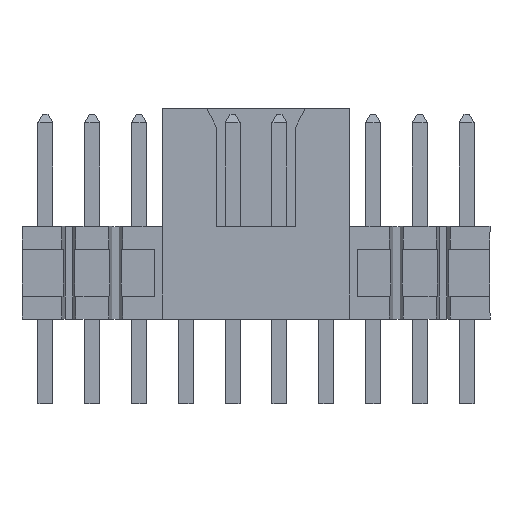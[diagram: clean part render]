
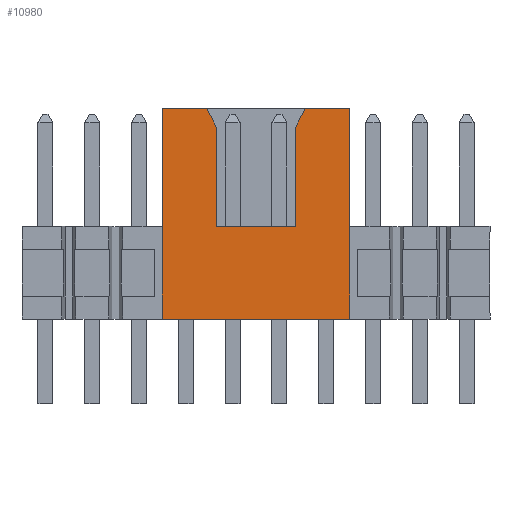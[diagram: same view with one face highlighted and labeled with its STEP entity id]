
A CAD part, top view. The second image highlights one B-rep face of the part: STEP entity #10980.
In plain terms, the highlighted planar face has unit normal (0, 0, 1).
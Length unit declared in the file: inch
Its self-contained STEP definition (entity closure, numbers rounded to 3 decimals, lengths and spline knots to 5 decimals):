
#134 = EDGE_CURVE ( 'NONE', #5163, #4450, #6485, .T. ) ;
#135 = EDGE_CURVE ( 'NONE', #5028, #5376, #6477, .T. ) ;
#136 = EDGE_CURVE ( 'NONE', #5377, #5104, #6487, .T. ) ;
#137 = EDGE_CURVE ( 'NONE', #5377, #5378, #6489, .T. ) ;
#138 = EDGE_CURVE ( 'NONE', #5385, #5378, #6493, .T. ) ;
#139 = EDGE_CURVE ( 'NONE', #5099, #5385, #6491, .T. ) ;
#140 = EDGE_CURVE ( 'NONE', #5376, #5056, #6495, .T. ) ;
#246 = EDGE_CURVE ( 'NONE', #5028, #5163, #8715, .T. ) ;
#1137 = FACE_OUTER_BOUND ( 'NONE', #5186, .T. ) ;
#2005 = CARTESIAN_POINT ( 'NONE',  ( 0.0425, 0.205, 0.1 ) ) ;
#2036 = CARTESIAN_POINT ( 'NONE',  ( 0.0525, 0.225, 0.1 ) ) ;
#2040 = CARTESIAN_POINT ( 'NONE',  ( 0.1, 0.225, 0.1 ) ) ;
#2041 = CARTESIAN_POINT ( 'NONE',  ( -0.0425, 0.205, 0.1 ) ) ;
#2077 = CARTESIAN_POINT ( 'NONE',  ( -0.1, 0.225, 0.1 ) ) ;
#2323 = CARTESIAN_POINT ( 'NONE',  ( 0.1, 0., 0.1 ) ) ;
#2344 = CARTESIAN_POINT ( 'NONE',  ( 0.0425, 0.099, 0.1 ) ) ;
#2928 = DIRECTION ( 'NONE',  ( 1., 0., 0. ) ) ;
#2929 = CARTESIAN_POINT ( 'NONE',  ( -0.0425, 0.099, 0.1 ) ) ;
#3143 = DIRECTION ( 'NONE',  ( -1., 0., 0. ) ) ;
#3172 = CARTESIAN_POINT ( 'NONE',  ( -0.1, 0., 0.1 ) ) ;
#4450 = VERTEX_POINT ( 'NONE', #7725 ) ;
#4680 = CARTESIAN_POINT ( 'NONE',  ( -0.1, 0.225, 0.1 ) ) ;
#4687 = PLANE ( 'NONE',  #5678 ) ;
#4689 = DIRECTION ( 'NONE',  ( 0., 0., 1. ) ) ;
#4690 = DIRECTION ( 'NONE',  ( 1., 0., 0. ) ) ;
#5028 = VERTEX_POINT ( 'NONE', #7625 ) ;
#5056 = VERTEX_POINT ( 'NONE', #7595 ) ;
#5099 = VERTEX_POINT ( 'NONE', #2344 ) ;
#5104 = VERTEX_POINT ( 'NONE', #2323 ) ;
#5163 = VERTEX_POINT ( 'NONE', #2077 ) ;
#5186 = EDGE_LOOP ( 'NONE', ( #6050, #6051, #6052, #6053, #6054, #6055, #6056, #6216, #6120, #6140 ) ) ;
#5376 = VERTEX_POINT ( 'NONE', #2041 ) ;
#5377 = VERTEX_POINT ( 'NONE', #2040 ) ;
#5378 = VERTEX_POINT ( 'NONE', #2036 ) ;
#5385 = VERTEX_POINT ( 'NONE', #2005 ) ;
#5678 = AXIS2_PLACEMENT_3D ( 'NONE', #4680, #4689, #4690 ) ;
#6050 = ORIENTED_EDGE ( 'NONE', *, *, #135, .F. ) ;
#6051 = ORIENTED_EDGE ( 'NONE', *, *, #246, .T. ) ;
#6052 = ORIENTED_EDGE ( 'NONE', *, *, #134, .T. ) ;
#6053 = ORIENTED_EDGE ( 'NONE', *, *, #10302, .F. ) ;
#6054 = ORIENTED_EDGE ( 'NONE', *, *, #136, .F. ) ;
#6055 = ORIENTED_EDGE ( 'NONE', *, *, #137, .T. ) ;
#6056 = ORIENTED_EDGE ( 'NONE', *, *, #138, .F. ) ;
#6120 = ORIENTED_EDGE ( 'NONE', *, *, #10361, .F. ) ;
#6140 = ORIENTED_EDGE ( 'NONE', *, *, #140, .F. ) ;
#6216 = ORIENTED_EDGE ( 'NONE', *, *, #139, .F. ) ;
#6477 = LINE ( 'NONE', #8512, #6490 ) ;
#6485 = LINE ( 'NONE', #8489, #6488 ) ;
#6487 = LINE ( 'NONE', #8504, #6492 ) ;
#6488 = VECTOR ( 'NONE', #8487, 39.37008 ) ;
#6489 = LINE ( 'NONE', #8488, #6494 ) ;
#6490 = VECTOR ( 'NONE', #8486, 39.37008 ) ;
#6491 = LINE ( 'NONE', #8485, #6498 ) ;
#6492 = VECTOR ( 'NONE', #8483, 39.37008 ) ;
#6493 = LINE ( 'NONE', #8478, #6496 ) ;
#6494 = VECTOR ( 'NONE', #8480, 39.37008 ) ;
#6495 = LINE ( 'NONE', #8482, #6500 ) ;
#6496 = VECTOR ( 'NONE', #8475, 39.37008 ) ;
#6498 = VECTOR ( 'NONE', #8474, 39.37008 ) ;
#6500 = VECTOR ( 'NONE', #8471, 39.37008 ) ;
#7595 = CARTESIAN_POINT ( 'NONE',  ( -0.0425, 0.099, 0.1 ) ) ;
#7625 = CARTESIAN_POINT ( 'NONE',  ( -0.0525, 0.225, 0.1 ) ) ;
#7725 = CARTESIAN_POINT ( 'NONE',  ( -0.1, 0., 0.1 ) ) ;
#8154 = DIRECTION ( 'NONE',  ( -1., 0., 0. ) ) ;
#8160 = CARTESIAN_POINT ( 'NONE',  ( -0.1, 0.225, 0.1 ) ) ;
#8471 = DIRECTION ( 'NONE',  ( 0., -1., 0. ) ) ;
#8474 = DIRECTION ( 'NONE',  ( 0., 1., 0. ) ) ;
#8475 = DIRECTION ( 'NONE',  ( 0.447, 0.894, 0. ) ) ;
#8478 = CARTESIAN_POINT ( 'NONE',  ( 0.0525, 0.225, 0.1 ) ) ;
#8480 = DIRECTION ( 'NONE',  ( -1., 0., 0. ) ) ;
#8482 = CARTESIAN_POINT ( 'NONE',  ( -0.0425, 0.205, 0.1 ) ) ;
#8483 = DIRECTION ( 'NONE',  ( 0., -1., 0. ) ) ;
#8485 = CARTESIAN_POINT ( 'NONE',  ( 0.0425, 0.099, 0.1 ) ) ;
#8486 = DIRECTION ( 'NONE',  ( 0.447, -0.894, 0. ) ) ;
#8487 = DIRECTION ( 'NONE',  ( 0., -1., 0. ) ) ;
#8488 = CARTESIAN_POINT ( 'NONE',  ( -0.1, 0.225, 0.1 ) ) ;
#8489 = CARTESIAN_POINT ( 'NONE',  ( -0.1, 0.225, 0.1 ) ) ;
#8504 = CARTESIAN_POINT ( 'NONE',  ( 0.1, 0.225, 0.1 ) ) ;
#8512 = CARTESIAN_POINT ( 'NONE',  ( -0.0525, 0.225, 0.1 ) ) ;
#8715 = LINE ( 'NONE', #8160, #8720 ) ;
#8720 = VECTOR ( 'NONE', #8154, 39.37008 ) ;
#9280 = LINE ( 'NONE', #3172, #9289 ) ;
#9289 = VECTOR ( 'NONE', #3143, 39.37008 ) ;
#9404 = LINE ( 'NONE', #2929, #9407 ) ;
#9407 = VECTOR ( 'NONE', #2928, 39.37008 ) ;
#10302 = EDGE_CURVE ( 'NONE', #5104, #4450, #9280, .T. ) ;
#10361 = EDGE_CURVE ( 'NONE', #5056, #5099, #9404, .T. ) ;
#10980 = ADVANCED_FACE ( 'NONE', ( #1137 ), #4687, .T. ) ;
